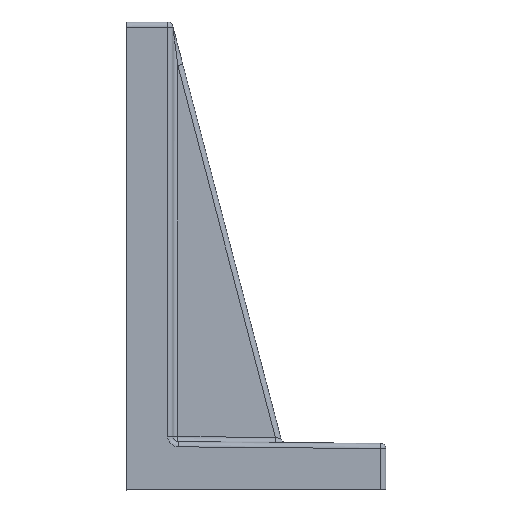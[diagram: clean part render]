
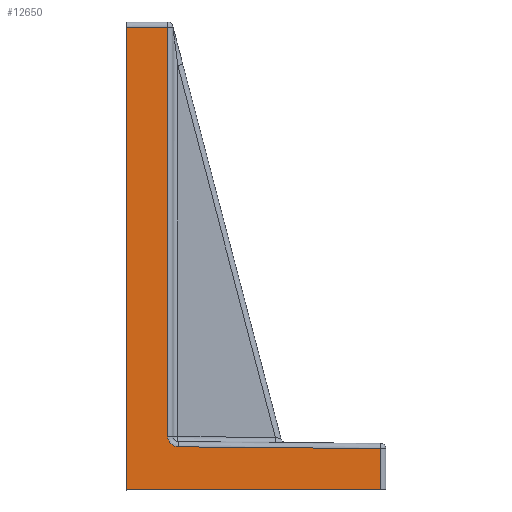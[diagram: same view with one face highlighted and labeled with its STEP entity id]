
A CAD part, top view. The second image highlights one B-rep face of the part: STEP entity #12650.
In plain terms, the highlighted planar face has unit normal (0.018, 0, 1).
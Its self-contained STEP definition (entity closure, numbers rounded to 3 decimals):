
#107 = CARTESIAN_POINT ( 'NONE',  ( 16.035, 20.483, 39.716 ) ) ;
#179 = CARTESIAN_POINT ( 'NONE',  ( 20., 16.483, 39.646 ) ) ;
#521 = EDGE_CURVE ( 'NONE', #5359, #4632, #5148, .T. ) ;
#777 = CARTESIAN_POINT ( 'NONE',  ( 0., 178., 39.996 ) ) ;
#939 = LINE ( 'NONE', #1357, #8275 ) ;
#1002 = CARTESIAN_POINT ( 'NONE',  ( 98.035, 15.802, 38.284 ) ) ;
#1196 = PLANE ( 'NONE',  #3946 ) ;
#1212 = FACE_OUTER_BOUND ( 'NONE', #12068, .T. ) ;
#1357 = CARTESIAN_POINT ( 'NONE',  ( 100., 178., 38.25 ) ) ;
#1863 = EDGE_CURVE ( 'NONE', #2171, #5359, #10634, .T. ) ;
#2171 = VERTEX_POINT ( 'NONE', #7806 ) ;
#2314 = VECTOR ( 'NONE', #12130, 1000. ) ;
#2369 = DIRECTION ( 'NONE',  ( -1., 0., 0.017 ) ) ;
#2512 = VECTOR ( 'NONE', #7051, 1000. ) ;
#2611 = DIRECTION ( 'NONE',  ( 0., 1., 0. ) ) ;
#2634 = VECTOR ( 'NONE', #3220, 1000. ) ;
#2995 = VECTOR ( 'NONE', #9790, 1000. ) ;
#3140 = CARTESIAN_POINT ( 'NONE',  ( 100., 0., 38.25 ) ) ;
#3220 = DIRECTION ( 'NONE',  ( 1., 0., -0.017 ) ) ;
#3227 = CARTESIAN_POINT ( 'NONE',  ( 98.035, 0., 38.284 ) ) ;
#3231 = DIRECTION ( 'NONE',  ( 1., 0., -0.017 ) ) ;
#3437 = EDGE_CURVE ( 'NONE', #4530, #7243, #939, .T. ) ;
#3946 = AXIS2_PLACEMENT_3D ( 'NONE', #7206, #9222, #3231 ) ;
#3972 = EDGE_CURVE ( 'NONE', #7243, #2171, #5669, .T. ) ;
#4107 = EDGE_CURVE ( 'NONE', #10687, #4530, #12737, .T. ) ;
#4530 = VERTEX_POINT ( 'NONE', #9495 ) ;
#4554 = CARTESIAN_POINT ( 'NONE',  ( 20., 16.483, 39.646 ) ) ;
#4632 = VERTEX_POINT ( 'NONE', #6880 ) ;
#4956 = LINE ( 'NONE', #12037, #2314 ) ;
#5148 = LINE ( 'NONE', #1002, #2512 ) ;
#5158 = CARTESIAN_POINT ( 'NONE',  ( 16.035, 20.483, 39.716 ) ) ;
#5359 = VERTEX_POINT ( 'NONE', #3227 ) ;
#5669 = LINE ( 'NONE', #6747, #2995 ) ;
#6084 = VERTEX_POINT ( 'NONE', #4554 ) ;
#6139 = ORIENTED_EDGE ( 'NONE', *, *, #10143, .T. ) ;
#6155 = CARTESIAN_POINT ( 'NONE',  ( 17.673, 16.503, 39.687 ) ) ;
#6456 = ORIENTED_EDGE ( 'NONE', *, *, #4107, .T. ) ;
#6747 = CARTESIAN_POINT ( 'NONE',  ( 0., 15.802, 39.996 ) ) ;
#6880 = CARTESIAN_POINT ( 'NONE',  ( 98.035, 15.802, 38.284 ) ) ;
#7051 = DIRECTION ( 'NONE',  ( 0., 1., 0. ) ) ;
#7206 = CARTESIAN_POINT ( 'NONE',  ( 100., 15.802, 38.25 ) ) ;
#7243 = VERTEX_POINT ( 'NONE', #777 ) ;
#7369 = VECTOR ( 'NONE', #2611, 1000. ) ;
#7806 = CARTESIAN_POINT ( 'NONE',  ( 0., 0., 39.996 ) ) ;
#8275 = VECTOR ( 'NONE', #2369, 1000. ) ;
#8795 = EDGE_CURVE ( 'NONE', #10687, #6084, #10757, .T. ) ;
#9111 = ORIENTED_EDGE ( 'NONE', *, *, #3437, .T. ) ;
#9222 = DIRECTION ( 'NONE',  ( 0.017, 0., 1. ) ) ;
#9495 = CARTESIAN_POINT ( 'NONE',  ( 16.035, 178., 39.716 ) ) ;
#9611 = CARTESIAN_POINT ( 'NONE',  ( 16.035, 15.802, 39.716 ) ) ;
#9790 = DIRECTION ( 'NONE',  ( 0., -1., 0. ) ) ;
#10143 = EDGE_CURVE ( 'NONE', #4632, #6084, #4956, .T. ) ;
#10560 = ORIENTED_EDGE ( 'NONE', *, *, #1863, .T. ) ;
#10634 = LINE ( 'NONE', #3140, #2634 ) ;
#10687 = VERTEX_POINT ( 'NONE', #107 ) ;
#10757 =( BOUNDED_CURVE ( )  B_SPLINE_CURVE ( 3, ( #5158, #11160, #6155, #179 ),
 .UNSPECIFIED., .F., .F. ) 
 B_SPLINE_CURVE_WITH_KNOTS ( ( 4, 4 ),
 ( 0., 1.562 ),
 .UNSPECIFIED. ) 
 CURVE ( )  GEOMETRIC_REPRESENTATION_ITEM ( )  RATIONAL_B_SPLINE_CURVE ( ( 1., 0.807, 0.807, 1. ) ) 
 REPRESENTATION_ITEM ( '' )  );
#10874 = ORIENTED_EDGE ( 'NONE', *, *, #521, .T. ) ;
#11160 = CARTESIAN_POINT ( 'NONE',  ( 16.035, 18.156, 39.716 ) ) ;
#11501 = ORIENTED_EDGE ( 'NONE', *, *, #8795, .F. ) ;
#11821 = ORIENTED_EDGE ( 'NONE', *, *, #3972, .T. ) ;
#12037 = CARTESIAN_POINT ( 'NONE',  ( 100., 15.785, 38.25 ) ) ;
#12068 = EDGE_LOOP ( 'NONE', ( #10560, #10874, #6139, #11501, #6456, #9111, #11821 ) ) ;
#12130 = DIRECTION ( 'NONE',  ( -1., 0.009, 0.017 ) ) ;
#12650 = ADVANCED_FACE ( 'NONE', ( #1212 ), #1196, .T. ) ;
#12737 = LINE ( 'NONE', #9611, #7369 ) ;
